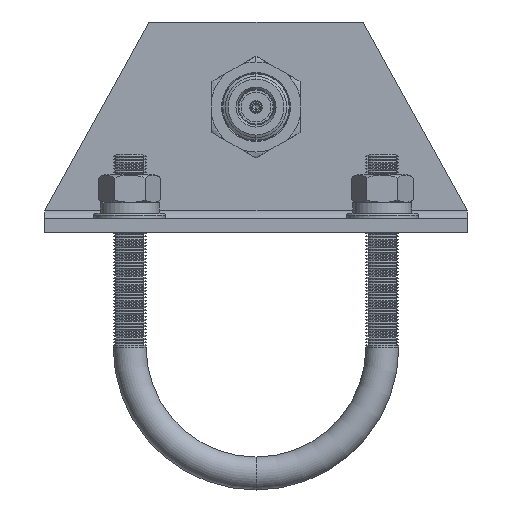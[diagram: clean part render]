
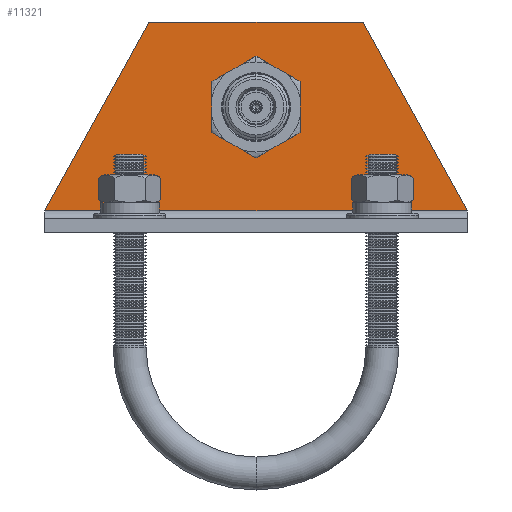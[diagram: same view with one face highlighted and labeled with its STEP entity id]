
A CAD part, front view. The second image highlights one B-rep face of the part: STEP entity #11321.
In plain terms, the highlighted face is planar.
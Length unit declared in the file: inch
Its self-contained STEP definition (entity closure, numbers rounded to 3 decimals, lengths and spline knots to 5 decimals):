
#1179 = CARTESIAN_POINT ( 'NONE',  ( -0.127, 1.975, -0.2 ) ) ;
#1195 = DIRECTION ( 'NONE',  ( 0., -1., 0. ) ) ;
#1196 = DIRECTION ( 'NONE',  ( 0., 0.484, 0.875 ) ) ;
#1199 = CARTESIAN_POINT ( 'NONE',  ( -0.127, 1., -1.965 ) ) ;
#2174 = CARTESIAN_POINT ( 'NONE',  ( -0.127, 0., -1.1705 ) ) ;
#2176 = DIRECTION ( 'NONE',  ( -1., 0., 0. ) ) ;
#2178 = DIRECTION ( 'NONE',  ( 0., 0., -1. ) ) ;
#2589 = CARTESIAN_POINT ( 'NONE',  ( -0.127, 0., -1.1705 ) ) ;
#2590 = DIRECTION ( 'NONE',  ( -1., 0., 0. ) ) ;
#2592 = DIRECTION ( 'NONE',  ( 0., 0., -1. ) ) ;
#2660 = CARTESIAN_POINT ( 'NONE',  ( -0.127, -1., -1.965 ) ) ;
#2670 = CARTESIAN_POINT ( 'NONE',  ( -0.127, 1.975, -1.965 ) ) ;
#2673 = DIRECTION ( 'NONE',  ( 0., -1., 0. ) ) ;
#2675 = DIRECTION ( 'NONE',  ( 0., 0.484, -0.875 ) ) ;
#3855 = ORIENTED_EDGE ( 'NONE', *, *, #21783, .T. ) ;
#3941 = ORIENTED_EDGE ( 'NONE', *, *, #25897, .F. ) ;
#5146 = AXIS2_PLACEMENT_3D ( 'NONE', #2589, #2590, #2592 ) ;
#5253 = AXIS2_PLACEMENT_3D ( 'NONE', #2174, #2176, #2178 ) ;
#5727 = VERTEX_POINT ( 'NONE', #7916 ) ;
#5730 = VERTEX_POINT ( 'NONE', #7813 ) ;
#5792 = VERTEX_POINT ( 'NONE', #7879 ) ;
#5793 = VERTEX_POINT ( 'NONE', #7881 ) ;
#5797 = VERTEX_POINT ( 'NONE', #7887 ) ;
#7257 = VERTEX_POINT ( 'NONE', #15736 ) ;
#7813 = CARTESIAN_POINT ( 'NONE',  ( -0.127, -1., -1.965 ) ) ;
#7879 = CARTESIAN_POINT ( 'NONE',  ( -0.127, -1.975, -0.2 ) ) ;
#7881 = CARTESIAN_POINT ( 'NONE',  ( -0.127, 1., -1.965 ) ) ;
#7887 = CARTESIAN_POINT ( 'NONE',  ( -0.127, 1.975, -0.2 ) ) ;
#7916 = CARTESIAN_POINT ( 'NONE',  ( -0.127, 0., -1.493 ) ) ;
#9309 = FACE_BOUND ( 'NONE', #19841, .T. ) ;
#9310 = FACE_OUTER_BOUND ( 'NONE', #19849, .T. ) ;
#9647 = LINE ( 'NONE', #2660, #9651 ) ;
#9648 = LINE ( 'NONE', #2670, #9649 ) ;
#9649 = VECTOR ( 'NONE', #2673, 39.37008 ) ;
#9651 = VECTOR ( 'NONE', #2675, 39.37008 ) ;
#10008 = CIRCLE ( 'NONE', #5253, 0.3225 ) ;
#11321 = ADVANCED_FACE ( 'NONE', ( #9309, #9310 ), #31340, .F. ) ;
#15736 = CARTESIAN_POINT ( 'NONE',  ( -0.127, 0., -0.848 ) ) ;
#18613 = EDGE_CURVE ( 'NONE', #5797, #5792, #19242, .T. ) ;
#18615 = EDGE_CURVE ( 'NONE', #5793, #5797, #19247, .T. ) ;
#19242 = LINE ( 'NONE', #1179, #19248 ) ;
#19247 = LINE ( 'NONE', #1199, #19251 ) ;
#19248 = VECTOR ( 'NONE', #1195, 39.37008 ) ;
#19251 = VECTOR ( 'NONE', #1196, 39.37008 ) ;
#19473 = CIRCLE ( 'NONE', #5146, 0.3225 ) ;
#19841 = EDGE_LOOP ( 'NONE', ( #3941, #25316 ) ) ;
#19849 = EDGE_LOOP ( 'NONE', ( #3855, #25234, #25231, #25271 ) ) ;
#21769 = EDGE_CURVE ( 'NONE', #7257, #5727, #19473, .T. ) ;
#21783 = EDGE_CURVE ( 'NONE', #5793, #5730, #9648, .T. ) ;
#21784 = EDGE_CURVE ( 'NONE', #5792, #5730, #9647, .T. ) ;
#25231 = ORIENTED_EDGE ( 'NONE', *, *, #18613, .F. ) ;
#25234 = ORIENTED_EDGE ( 'NONE', *, *, #21784, .F. ) ;
#25271 = ORIENTED_EDGE ( 'NONE', *, *, #18615, .F. ) ;
#25316 = ORIENTED_EDGE ( 'NONE', *, *, #21769, .F. ) ;
#25897 = EDGE_CURVE ( 'NONE', #5727, #7257, #10008, .T. ) ;
#26349 = AXIS2_PLACEMENT_3D ( 'NONE', #31348, #31349, #31350 ) ;
#31340 = PLANE ( 'NONE',  #26349 ) ;
#31348 = CARTESIAN_POINT ( 'NONE',  ( -0.127, 1.975, -1.965 ) ) ;
#31349 = DIRECTION ( 'NONE',  ( 1., 0., 0. ) ) ;
#31350 = DIRECTION ( 'NONE',  ( 0., 0., -1. ) ) ;
